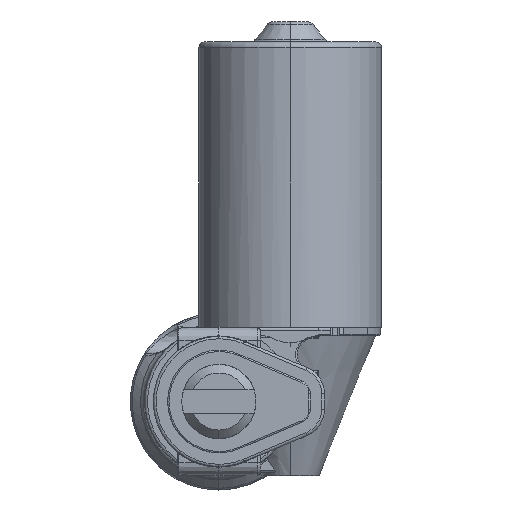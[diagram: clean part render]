
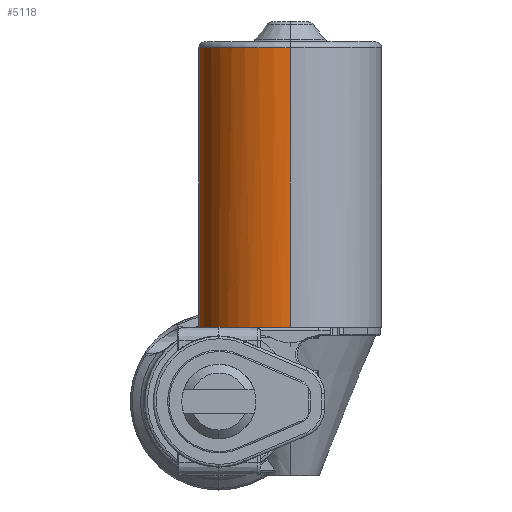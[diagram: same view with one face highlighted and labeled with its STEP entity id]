
A CAD part, left-side view. The second image highlights one B-rep face of the part: STEP entity #5118.
In plain terms, the highlighted cylindrical face has radius 32 mm (diameter 64 mm), a partial arc.
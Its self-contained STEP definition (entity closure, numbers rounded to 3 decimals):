
#94 = EDGE_LOOP ( 'NONE', ( #6055, #6074, #6035, #6026, #6071, #6051, #6063, #6012, #6029, #6061, #6034, #6041 ) ) ;
#513 = CYLINDRICAL_SURFACE ( 'NONE', #8155, 32. ) ;
#542 = FACE_OUTER_BOUND ( 'NONE', #94, .T. ) ;
#1976 = VERTEX_POINT ( 'NONE', #2144 ) ;
#1982 = VERTEX_POINT ( 'NONE', #2128 ) ;
#1992 = VERTEX_POINT ( 'NONE', #2146 ) ;
#1997 = VERTEX_POINT ( 'NONE', #2124 ) ;
#2009 = VERTEX_POINT ( 'NONE', #2145 ) ;
#2023 = VERTEX_POINT ( 'NONE', #2168 ) ;
#2029 = VERTEX_POINT ( 'NONE', #2196 ) ;
#2072 = VERTEX_POINT ( 'NONE', #2222 ) ;
#2074 = VERTEX_POINT ( 'NONE', #2208 ) ;
#2089 = VERTEX_POINT ( 'NONE', #2273 ) ;
#2093 = VERTEX_POINT ( 'NONE', #2244 ) ;
#2098 = VERTEX_POINT ( 'NONE', #2261 ) ;
#2124 = CARTESIAN_POINT ( 'NONE',  ( 30.953, -16.882, 26. ) ) ;
#2128 = CARTESIAN_POINT ( 'NONE',  ( -32., -25., 124. ) ) ;
#2144 = CARTESIAN_POINT ( 'NONE',  ( 25.414, -5.555, 29.903 ) ) ;
#2145 = CARTESIAN_POINT ( 'NONE',  ( 32., -25., 124. ) ) ;
#2146 = CARTESIAN_POINT ( 'NONE',  ( 22.464, -2.211, 27.375 ) ) ;
#2168 = CARTESIAN_POINT ( 'NONE',  ( 32., -25., 26. ) ) ;
#2196 = CARTESIAN_POINT ( 'NONE',  ( 19.975, 0., 26.111 ) ) ;
#2208 = CARTESIAN_POINT ( 'NONE',  ( -19.975, 0., 26. ) ) ;
#2222 = CARTESIAN_POINT ( 'NONE',  ( -32., -25., 26. ) ) ;
#2244 = CARTESIAN_POINT ( 'NONE',  ( 19.194, 0.605, 26. ) ) ;
#2261 = CARTESIAN_POINT ( 'NONE',  ( -30.5, -15.318, 26. ) ) ;
#2273 = CARTESIAN_POINT ( 'NONE',  ( 26.828, -7.558, 30.065 ) ) ;
#2833 = DIRECTION ( 'NONE',  ( -1., 0., 0. ) ) ;
#2841 = CARTESIAN_POINT ( 'NONE',  ( 0., -25., 126. ) ) ;
#2842 = DIRECTION ( 'NONE',  ( 0., 0., -1. ) ) ;
#5118 = ADVANCED_FACE ( 'NONE', ( #542 ), #513, .T. ) ;
#5319 = CIRCLE ( 'NONE', #10235, 32. ) ;
#5323 = VECTOR ( 'NONE', #11545, 1000. ) ;
#5347 = LINE ( 'NONE', #11571, #5323 ) ;
#5358 = CIRCLE ( 'NONE', #10227, 32. ) ;
#5367 = VECTOR ( 'NONE', #11621, 1000. ) ;
#5371 = CIRCLE ( 'NONE', #10241, 32. ) ;
#5382 = LINE ( 'NONE', #11601, #5367 ) ;
#5405 = CIRCLE ( 'NONE', #10213, 32. ) ;
#5407 = CIRCLE ( 'NONE', #10285, 32. ) ;
#6012 = ORIENTED_EDGE ( 'NONE', *, *, #7826, .T. ) ;
#6026 = ORIENTED_EDGE ( 'NONE', *, *, #7830, .T. ) ;
#6029 = ORIENTED_EDGE ( 'NONE', *, *, #7813, .T. ) ;
#6034 = ORIENTED_EDGE ( 'NONE', *, *, #7833, .T. ) ;
#6035 = ORIENTED_EDGE ( 'NONE', *, *, #7797, .T. ) ;
#6041 = ORIENTED_EDGE ( 'NONE', *, *, #7805, .F. ) ;
#6051 = ORIENTED_EDGE ( 'NONE', *, *, #7800, .T. ) ;
#6055 = ORIENTED_EDGE ( 'NONE', *, *, #7883, .T. ) ;
#6061 = ORIENTED_EDGE ( 'NONE', *, *, #7877, .T. ) ;
#6063 = ORIENTED_EDGE ( 'NONE', *, *, #7835, .T. ) ;
#6071 = ORIENTED_EDGE ( 'NONE', *, *, #7858, .F. ) ;
#6074 = ORIENTED_EDGE ( 'NONE', *, *, #7822, .T. ) ;
#7797 = EDGE_CURVE ( 'NONE', #2023, #1997, #5319, .T. ) ;
#7800 = EDGE_CURVE ( 'NONE', #1976, #1992, #8351, .T. ) ;
#7805 = EDGE_CURVE ( 'NONE', #1982, #2072, #5347, .T. ) ;
#7813 = EDGE_CURVE ( 'NONE', #2093, #2074, #5371, .T. ) ;
#7822 = EDGE_CURVE ( 'NONE', #2009, #2023, #5382, .T. ) ;
#7826 = EDGE_CURVE ( 'NONE', #2029, #2093, #8333, .T. ) ;
#7830 = EDGE_CURVE ( 'NONE', #1997, #2089, #8322, .T. ) ;
#7833 = EDGE_CURVE ( 'NONE', #2098, #2072, #5358, .T. ) ;
#7835 = EDGE_CURVE ( 'NONE', #1992, #2029, #8321, .T. ) ;
#7858 = EDGE_CURVE ( 'NONE', #1976, #2089, #8359, .T. ) ;
#7877 = EDGE_CURVE ( 'NONE', #2074, #2098, #5405, .T. ) ;
#7883 = EDGE_CURVE ( 'NONE', #1982, #2009, #5407, .T. ) ;
#8155 = AXIS2_PLACEMENT_3D ( 'NONE', #2841, #2842, #2833 ) ;
#8321 = B_SPLINE_CURVE_WITH_KNOTS ( 'NONE', 3,
 ( #11674, #11647, #11641, #11673, #11648, #11671 ),
 .UNSPECIFIED., .F., .F.,
 ( 4, 2, 4 ),
 ( 0., 0.002, 0.004 ),
 .UNSPECIFIED. ) ;
#8322 = B_SPLINE_CURVE_WITH_KNOTS ( 'NONE', 3,
 ( #11604, #11590, #11623, #11614, #11592, #11605, #11624, #11625 ),
 .UNSPECIFIED., .F., .F.,
 ( 4, 2, 2, 4 ),
 ( 0., 0.006, 0.008, 0.011 ),
 .UNSPECIFIED. ) ;
#8333 = B_SPLINE_CURVE_WITH_KNOTS ( 'NONE', 3,
 ( #11620, #11602, #11618, #11607 ),
 .UNSPECIFIED., .F., .F.,
 ( 4, 4 ),
 ( 0.004, 0.005 ),
 .UNSPECIFIED. ) ;
#8351 = B_SPLINE_CURVE_WITH_KNOTS ( 'NONE', 3,
 ( #11527, #11528, #11513, #11502 ),
 .UNSPECIFIED., .F., .F.,
 ( 4, 4 ),
 ( 0.001, 0.006 ),
 .UNSPECIFIED. ) ;
#8359 = B_SPLINE_CURVE_WITH_KNOTS ( 'NONE', 3,
 ( #10435, #10459, #10442, #10467, #10438, #10432, #10466, #10439 ),
 .UNSPECIFIED., .F., .F.,
 ( 4, 2, 2, 4 ),
 ( 0., 0.001, 0.001, 0.002 ),
 .UNSPECIFIED. ) ;
#10213 = AXIS2_PLACEMENT_3D ( 'NONE', #10559, #10578, #10560 ) ;
#10227 = AXIS2_PLACEMENT_3D ( 'NONE', #11669, #11678, #11657 ) ;
#10235 = AXIS2_PLACEMENT_3D ( 'NONE', #11496, #11505, #11540 ) ;
#10241 = AXIS2_PLACEMENT_3D ( 'NONE', #11574, #11578, #11564 ) ;
#10285 = AXIS2_PLACEMENT_3D ( 'NONE', #10544, #10545, #10577 ) ;
#10432 = CARTESIAN_POINT ( 'NONE',  ( 26.374, -6.872, 30.194 ) ) ;
#10435 = CARTESIAN_POINT ( 'NONE',  ( 25.414, -5.555, 29.903 ) ) ;
#10438 = CARTESIAN_POINT ( 'NONE',  ( 26.013, -6.362, 30.168 ) ) ;
#10439 = CARTESIAN_POINT ( 'NONE',  ( 26.828, -7.558, 30.065 ) ) ;
#10442 = CARTESIAN_POINT ( 'NONE',  ( 25.649, -5.865, 30.055 ) ) ;
#10459 = CARTESIAN_POINT ( 'NONE',  ( 25.53, -5.706, 29.993 ) ) ;
#10466 = CARTESIAN_POINT ( 'NONE',  ( 26.605, -7.214, 30.151 ) ) ;
#10467 = CARTESIAN_POINT ( 'NONE',  ( 25.89, -6.192, 30.143 ) ) ;
#10544 = CARTESIAN_POINT ( 'NONE',  ( 0., -25., 124. ) ) ;
#10545 = DIRECTION ( 'NONE',  ( 0., 0., -1. ) ) ;
#10559 = CARTESIAN_POINT ( 'NONE',  ( 0., -25., 26. ) ) ;
#10560 = DIRECTION ( 'NONE',  ( 1., 0., 0. ) ) ;
#10577 = DIRECTION ( 'NONE',  ( 1., 0., 0. ) ) ;
#10578 = DIRECTION ( 'NONE',  ( 0., 0., 1. ) ) ;
#11496 = CARTESIAN_POINT ( 'NONE',  ( 0., -25., 26. ) ) ;
#11502 = CARTESIAN_POINT ( 'NONE',  ( 22.464, -2.211, 27.375 ) ) ;
#11505 = DIRECTION ( 'NONE',  ( 0., 0., 1. ) ) ;
#11513 = CARTESIAN_POINT ( 'NONE',  ( 23.485, -3.217, 28.318 ) ) ;
#11527 = CARTESIAN_POINT ( 'NONE',  ( 25.414, -5.555, 29.903 ) ) ;
#11528 = CARTESIAN_POINT ( 'NONE',  ( 24.47, -4.321, 29.172 ) ) ;
#11540 = DIRECTION ( 'NONE',  ( 1., 0., 0. ) ) ;
#11545 = DIRECTION ( 'NONE',  ( 0., 0., -1. ) ) ;
#11564 = DIRECTION ( 'NONE',  ( 1., 0., 0. ) ) ;
#11571 = CARTESIAN_POINT ( 'NONE',  ( -32., -25., 126. ) ) ;
#11574 = CARTESIAN_POINT ( 'NONE',  ( 0., -25., 26. ) ) ;
#11578 = DIRECTION ( 'NONE',  ( 0., 0., 1. ) ) ;
#11590 = CARTESIAN_POINT ( 'NONE',  ( 30.553, -15.356, 26.991 ) ) ;
#11592 = CARTESIAN_POINT ( 'NONE',  ( 28.621, -10.659, 29.122 ) ) ;
#11601 = CARTESIAN_POINT ( 'NONE',  ( 32., -25., 126. ) ) ;
#11602 = CARTESIAN_POINT ( 'NONE',  ( 19.72, 0.204, 26.056 ) ) ;
#11604 = CARTESIAN_POINT ( 'NONE',  ( 30.953, -16.882, 26. ) ) ;
#11605 = CARTESIAN_POINT ( 'NONE',  ( 27.776, -9.085, 29.65 ) ) ;
#11607 = CARTESIAN_POINT ( 'NONE',  ( 19.194, 0.605, 26. ) ) ;
#11614 = CARTESIAN_POINT ( 'NONE',  ( 29., -11.446, 28.822 ) ) ;
#11618 = CARTESIAN_POINT ( 'NONE',  ( 19.46, 0.405, 26.019 ) ) ;
#11620 = CARTESIAN_POINT ( 'NONE',  ( 19.975, 0., 26.111 ) ) ;
#11621 = DIRECTION ( 'NONE',  ( 0., 0., -1. ) ) ;
#11623 = CARTESIAN_POINT ( 'NONE',  ( 30.024, -13.798, 27.812 ) ) ;
#11624 = CARTESIAN_POINT ( 'NONE',  ( 27.319, -8.313, 29.875 ) ) ;
#11625 = CARTESIAN_POINT ( 'NONE',  ( 26.828, -7.558, 30.065 ) ) ;
#11641 = CARTESIAN_POINT ( 'NONE',  ( 21.716, -1.49, 26.783 ) ) ;
#11647 = CARTESIAN_POINT ( 'NONE',  ( 22.106, -1.857, 27.044 ) ) ;
#11648 = CARTESIAN_POINT ( 'NONE',  ( 20.436, -0.368, 26.209 ) ) ;
#11657 = DIRECTION ( 'NONE',  ( 1., 0., 0. ) ) ;
#11669 = CARTESIAN_POINT ( 'NONE',  ( 0., -25., 26. ) ) ;
#11671 = CARTESIAN_POINT ( 'NONE',  ( 19.975, 0., 26.111 ) ) ;
#11673 = CARTESIAN_POINT ( 'NONE',  ( 20.882, -0.746, 26.365 ) ) ;
#11674 = CARTESIAN_POINT ( 'NONE',  ( 22.464, -2.211, 27.375 ) ) ;
#11678 = DIRECTION ( 'NONE',  ( 0., 0., 1. ) ) ;
